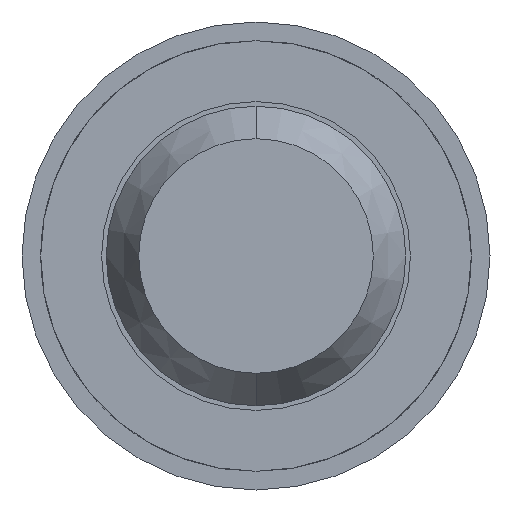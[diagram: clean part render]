
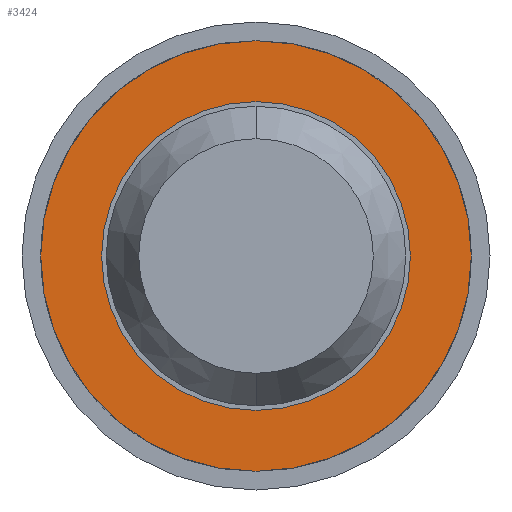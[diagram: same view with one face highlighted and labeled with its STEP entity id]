
A CAD part, front view. The second image highlights one B-rep face of the part: STEP entity #3424.
In plain terms, the highlighted planar face has unit normal (0, -1, 0).
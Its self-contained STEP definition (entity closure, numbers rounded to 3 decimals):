
#240 = EDGE_CURVE ( 'Defeature ausgef�hrt3_10+Defeature ausgef�hrt3_14+Defeature ausgef�hrt3_14+Defeature ausgef�hrt3_14', #433, #2396, #2098, .T. ) ;
#378 = ORIENTED_EDGE ( 'NONE', *, *, #240, .F. ) ;
#433 = VERTEX_POINT ( 'NONE', #842 ) ;
#506 = PLANE ( 'NONE',  #3114 ) ;
#546 = CIRCLE ( 'NONE', #2925, 0.825 ) ;
#590 = DIRECTION ( 'NONE',  ( 0., 1., 0. ) ) ;
#667 = DIRECTION ( 'NONE',  ( 0., 1., 0. ) ) ;
#706 = EDGE_CURVE ( 'Defeature ausgef�hrt3_10+Defeature ausgef�hrt3_14+Defeature ausgef�hrt3_14+Defeature ausgef�hrt3_14', #2396, #433, #1181, .T. ) ;
#746 = DIRECTION ( 'NONE',  ( 0., 1., 0. ) ) ;
#786 = ORIENTED_EDGE ( 'NONE', *, *, #3823, .T. ) ;
#839 = CARTESIAN_POINT ( 'NONE',  ( 0.825, -1.7, 0. ) ) ;
#842 = CARTESIAN_POINT ( 'NONE',  ( 0., -1.7, 1.15 ) ) ;
#1039 = CARTESIAN_POINT ( 'NONE',  ( 0., -1.7, 0. ) ) ;
#1181 = CIRCLE ( 'NONE', #2361, 1.15 ) ;
#1260 = EDGE_LOOP ( 'NONE', ( #786, #3240 ) ) ;
#1385 = DIRECTION ( 'NONE',  ( 0., 0., 1. ) ) ;
#1540 = AXIS2_PLACEMENT_3D ( 'NONE', #1039, #3620, #3603 ) ;
#1590 = VERTEX_POINT ( 'NONE', #2904 ) ;
#1877 = VERTEX_POINT ( 'NONE', #4530 ) ;
#2098 = CIRCLE ( 'NONE', #3732, 1.15 ) ;
#2361 = AXIS2_PLACEMENT_3D ( 'NONE', #4444, #746, #3318 ) ;
#2396 = VERTEX_POINT ( 'NONE', #2693 ) ;
#2630 = EDGE_CURVE ( 'Defeature ausgef�hrt3_14+Defeature ausgef�hrt3_13+Defeature ausgef�hrt3_13+Defeature ausgef�hrt3_13', #1877, #1590, #2780, .T. ) ;
#2693 = CARTESIAN_POINT ( 'NONE',  ( 0., -1.7, -1.15 ) ) ;
#2760 = DIRECTION ( 'NONE',  ( 0., 0., 1. ) ) ;
#2780 = CIRCLE ( 'NONE', #1540, 0.825 ) ;
#2886 = CARTESIAN_POINT ( 'NONE',  ( 0., -1.7, 0. ) ) ;
#2904 = CARTESIAN_POINT ( 'NONE',  ( 0., -1.7, 0.825 ) ) ;
#2925 = AXIS2_PLACEMENT_3D ( 'NONE', #4265, #590, #2760 ) ;
#3070 = DIRECTION ( 'NONE',  ( 0., 1., 0. ) ) ;
#3114 = AXIS2_PLACEMENT_3D ( 'NONE', #839, #3070, #3393 ) ;
#3240 = ORIENTED_EDGE ( 'NONE', *, *, #2630, .T. ) ;
#3318 = DIRECTION ( 'NONE',  ( 0., 0., 1. ) ) ;
#3393 = DIRECTION ( 'NONE',  ( 0., 0., 1. ) ) ;
#3424 = ADVANCED_FACE ( 'Defeature ausgef�hrt3_14', ( #4010, #3533 ), #506, .F. ) ;
#3533 = FACE_BOUND ( 'NONE', #1260, .T. ) ;
#3603 = DIRECTION ( 'NONE',  ( 0., 0., 1. ) ) ;
#3620 = DIRECTION ( 'NONE',  ( 0., 1., 0. ) ) ;
#3732 = AXIS2_PLACEMENT_3D ( 'NONE', #2886, #667, #1385 ) ;
#3823 = EDGE_CURVE ( 'Defeature ausgef�hrt3_14+Defeature ausgef�hrt3_13+Defeature ausgef�hrt3_13+Defeature ausgef�hrt3_13', #1590, #1877, #546, .T. ) ;
#4010 = FACE_OUTER_BOUND ( 'NONE', #4440, .T. ) ;
#4152 = ORIENTED_EDGE ( 'NONE', *, *, #706, .F. ) ;
#4265 = CARTESIAN_POINT ( 'NONE',  ( 0., -1.7, 0. ) ) ;
#4440 = EDGE_LOOP ( 'NONE', ( #378, #4152 ) ) ;
#4444 = CARTESIAN_POINT ( 'NONE',  ( 0., -1.7, 0. ) ) ;
#4530 = CARTESIAN_POINT ( 'NONE',  ( 0., -1.7, -0.825 ) ) ;
